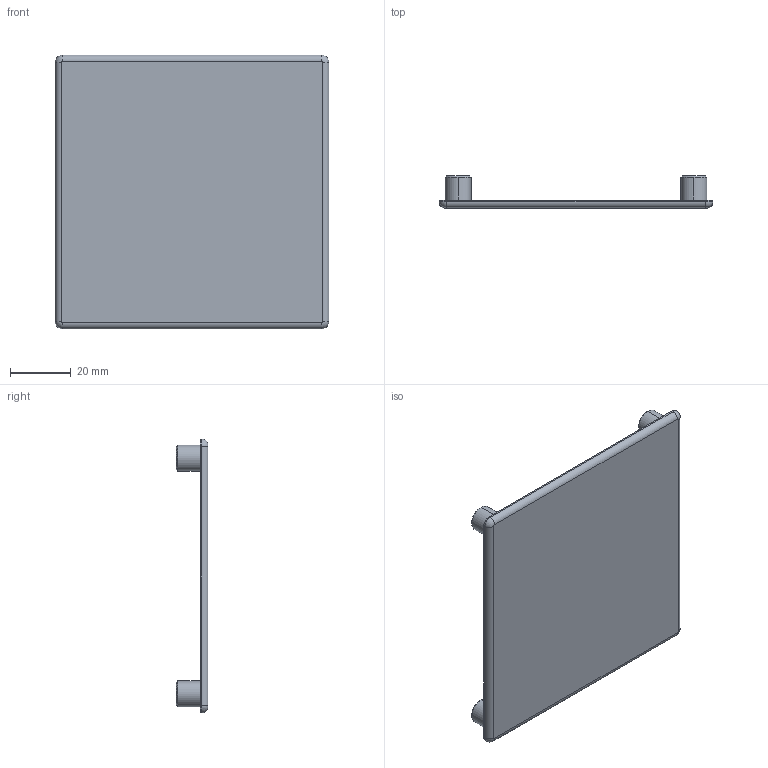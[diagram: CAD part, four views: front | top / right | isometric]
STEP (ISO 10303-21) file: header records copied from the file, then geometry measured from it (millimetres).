
FILE_DESCRIPTION (( 'STEP AP203' ), '1' );
FILE_NAME ('084.201.040.STEP', '2013-01-24T13:30:12', ( 'Alusic' ), ( 'Alusic' ), 'SwSTEP 2.0', 'SolidWorks 2011', '' );
FILE_SCHEMA (( 'CONFIG_CONTROL_DESIGN' ));
Length unit declared in the file: millimetre
Products named in the file (1): 084.201.040
Bounding box: 90 x 10.5 x 90 mm (x, y, z)
Volume: 20701.3 mm3; surface area: 18229.2 mm2
Topology: 1 solids, 1 shells, 58 faces, 120 edges, 72 vertices
Faces by surface type: cylinder 24, plane 14, torus 12, cone 8
Entity records: 1625 total; most frequent: DIRECTION 314, CARTESIAN_POINT 251, ORIENTED_EDGE 240, AXIS2_PLACEMENT_3D 135, EDGE_CURVE 120, CIRCLE 76, VERTEX_POINT 72, EDGE_LOOP 66
